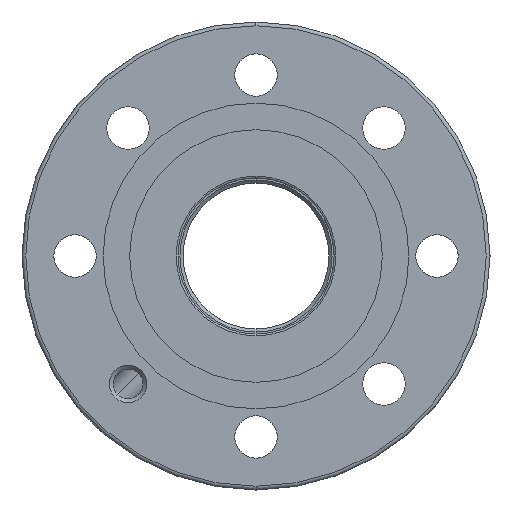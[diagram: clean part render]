
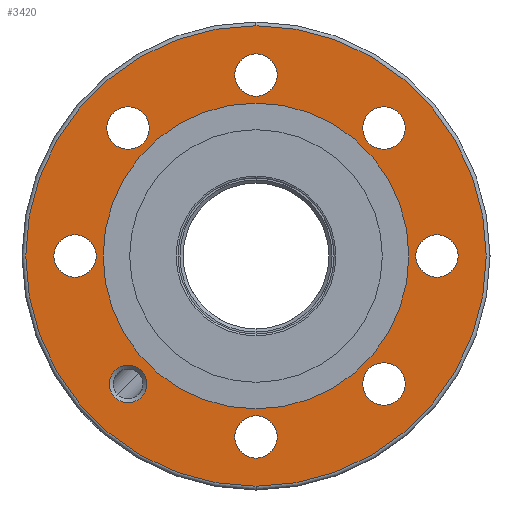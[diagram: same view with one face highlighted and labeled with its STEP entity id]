
A CAD part, left-side view. The second image highlights one B-rep face of the part: STEP entity #3420.
In plain terms, the highlighted face is planar.
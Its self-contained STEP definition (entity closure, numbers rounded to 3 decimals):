
#568=CARTESIAN_POINT('',(56.,0.,0.));
#569=DIRECTION('',(1.,0.,0.));
#570=DIRECTION('',(0.,0.,-1.));
#571=AXIS2_PLACEMENT_3D('',#568,#569,#570);
#573=CARTESIAN_POINT('',(56.,20.506,20.506));
#574=DIRECTION('',(-1.,0.,0.));
#575=DIRECTION('',(0.,0.707,0.707));
#576=AXIS2_PLACEMENT_3D('',#573,#574,#575);
#578=CARTESIAN_POINT('',(56.,20.506,20.506));
#579=DIRECTION('',(-1.,0.,0.));
#580=DIRECTION('',(0.,-0.707,-0.707));
#581=AXIS2_PLACEMENT_3D('',#578,#579,#580);
#583=CARTESIAN_POINT('',(56.,29.,0.));
#584=DIRECTION('',(-1.,0.,0.));
#585=DIRECTION('',(0.,1.,0.));
#586=AXIS2_PLACEMENT_3D('',#583,#584,#585);
#588=CARTESIAN_POINT('',(56.,29.,0.));
#589=DIRECTION('',(-1.,0.,0.));
#590=DIRECTION('',(0.,-1.,0.));
#591=AXIS2_PLACEMENT_3D('',#588,#589,#590);
#593=CARTESIAN_POINT('',(56.,20.506,-20.506));
#594=DIRECTION('',(-1.,0.,0.));
#595=DIRECTION('',(0.,0.707,-0.707));
#596=AXIS2_PLACEMENT_3D('',#593,#594,#595);
#598=CARTESIAN_POINT('',(56.,20.506,-20.506));
#599=DIRECTION('',(-1.,0.,0.));
#600=DIRECTION('',(0.,-0.707,0.707));
#601=AXIS2_PLACEMENT_3D('',#598,#599,#600);
#603=CARTESIAN_POINT('',(56.,0.,-29.));
#604=DIRECTION('',(-1.,0.,0.));
#605=DIRECTION('',(0.,0.,-1.));
#606=AXIS2_PLACEMENT_3D('',#603,#604,#605);
#608=CARTESIAN_POINT('',(56.,0.,-29.));
#609=DIRECTION('',(-1.,0.,0.));
#610=DIRECTION('',(0.,0.,1.));
#611=AXIS2_PLACEMENT_3D('',#608,#609,#610);
#613=CARTESIAN_POINT('',(56.,-20.506,-20.506));
#614=DIRECTION('',(-1.,0.,0.));
#615=DIRECTION('',(0.,-0.707,-0.707));
#616=AXIS2_PLACEMENT_3D('',#613,#614,#615);
#618=CARTESIAN_POINT('',(56.,-20.506,-20.506));
#619=DIRECTION('',(-1.,0.,0.));
#620=DIRECTION('',(0.,0.707,0.707));
#621=AXIS2_PLACEMENT_3D('',#618,#619,#620);
#623=CARTESIAN_POINT('',(56.,-29.,0.));
#624=DIRECTION('',(-1.,0.,0.));
#625=DIRECTION('',(0.,-1.,0.));
#626=AXIS2_PLACEMENT_3D('',#623,#624,#625);
#628=CARTESIAN_POINT('',(56.,-29.,0.));
#629=DIRECTION('',(-1.,0.,0.));
#630=DIRECTION('',(0.,1.,0.));
#631=AXIS2_PLACEMENT_3D('',#628,#629,#630);
#633=CARTESIAN_POINT('',(56.,-20.506,20.506));
#634=DIRECTION('',(-1.,0.,0.));
#635=DIRECTION('',(0.,-0.707,0.707));
#636=AXIS2_PLACEMENT_3D('',#633,#634,#635);
#638=CARTESIAN_POINT('',(56.,-20.506,20.506));
#639=DIRECTION('',(-1.,0.,0.));
#640=DIRECTION('',(0.,0.707,-0.707));
#641=AXIS2_PLACEMENT_3D('',#638,#639,#640);
#643=CARTESIAN_POINT('',(56.,0.,29.));
#644=DIRECTION('',(-1.,0.,0.));
#645=DIRECTION('',(0.,0.,1.));
#646=AXIS2_PLACEMENT_3D('',#643,#644,#645);
#648=CARTESIAN_POINT('',(56.,0.,29.));
#649=DIRECTION('',(-1.,0.,0.));
#650=DIRECTION('',(0.,0.,-1.));
#651=AXIS2_PLACEMENT_3D('',#648,#649,#650);
#653=CARTESIAN_POINT('',(56.,0.,0.));
#654=DIRECTION('',(-1.,0.,0.));
#655=DIRECTION('',(0.,-1.,0.));
#656=AXIS2_PLACEMENT_3D('',#653,#654,#655);
#658=CARTESIAN_POINT('',(56.,0.,0.));
#659=DIRECTION('',(-1.,0.,0.));
#660=DIRECTION('',(0.,1.,0.));
#661=AXIS2_PLACEMENT_3D('',#658,#659,#660);
#683=CARTESIAN_POINT('',(56.,0.,0.));
#684=DIRECTION('',(1.,0.,0.));
#685=DIRECTION('',(0.,0.,1.));
#686=AXIS2_PLACEMENT_3D('',#683,#684,#685);
#2709=CARTESIAN_POINT('',(56.,24.5,0.));
#2710=CARTESIAN_POINT('',(56.,-24.5,0.));
#2711=VERTEX_POINT('',#2709);
#2712=VERTEX_POINT('',#2710);
#2794=CARTESIAN_POINT('',(56.,0.,-36.9));
#2796=VERTEX_POINT('',#2794);
#2797=CARTESIAN_POINT('',(56.,0.,36.9));
#2798=VERTEX_POINT('',#2797);
#2806=CARTESIAN_POINT('',(56.,0.,32.4));
#2807=CARTESIAN_POINT('',(56.,0.,25.6));
#2808=VERTEX_POINT('',#2806);
#2809=VERTEX_POINT('',#2807);
#2810=CARTESIAN_POINT('',(56.,-22.91,22.91));
#2811=CARTESIAN_POINT('',(56.,-18.102,18.102));
#2812=VERTEX_POINT('',#2810);
#2813=VERTEX_POINT('',#2811);
#2814=CARTESIAN_POINT('',(56.,-32.4,0.));
#2815=CARTESIAN_POINT('',(56.,-25.6,0.));
#2816=VERTEX_POINT('',#2814);
#2817=VERTEX_POINT('',#2815);
#2818=CARTESIAN_POINT('',(56.,-22.91,-22.91));
#2819=CARTESIAN_POINT('',(56.,-18.102,-18.102));
#2820=VERTEX_POINT('',#2818);
#2821=VERTEX_POINT('',#2819);
#2822=CARTESIAN_POINT('',(56.,0.,-32.4));
#2823=CARTESIAN_POINT('',(56.,0.,-25.6));
#2824=VERTEX_POINT('',#2822);
#2825=VERTEX_POINT('',#2823);
#2826=CARTESIAN_POINT('',(56.,22.91,-22.91));
#2827=CARTESIAN_POINT('',(56.,18.102,-18.102));
#2828=VERTEX_POINT('',#2826);
#2829=VERTEX_POINT('',#2827);
#2830=CARTESIAN_POINT('',(56.,32.4,0.));
#2831=CARTESIAN_POINT('',(56.,25.6,0.));
#2832=VERTEX_POINT('',#2830);
#2833=VERTEX_POINT('',#2831);
#2846=CARTESIAN_POINT('',(56.,22.627,22.627));
#2848=VERTEX_POINT('',#2846);
#2852=CARTESIAN_POINT('',(56.,18.385,18.385));
#2853=VERTEX_POINT('',#2852);
#3357=CARTESIAN_POINT('',(56.,-30.7,0.));
#3358=DIRECTION('',(1.,0.,0.));
#3359=DIRECTION('',(0.,1.,0.));
#3360=AXIS2_PLACEMENT_3D('',#3357,#3358,#3359);
#3361=PLANE('',#3360);
#3363=ORIENTED_EDGE('',*,*,#3362,.F.);
#3365=ORIENTED_EDGE('',*,*,#3364,.F.);
#3366=EDGE_LOOP('',(#3363,#3365));
#3367=FACE_OUTER_BOUND('',#3366,.F.);
#3369=ORIENTED_EDGE('',*,*,#3368,.F.);
#3371=ORIENTED_EDGE('',*,*,#3370,.F.);
#3372=EDGE_LOOP('',(#3369,#3371));
#3373=FACE_BOUND('',#3372,.F.);
#3375=ORIENTED_EDGE('',*,*,#3374,.F.);
#3377=ORIENTED_EDGE('',*,*,#3376,.F.);
#3378=EDGE_LOOP('',(#3375,#3377));
#3379=FACE_BOUND('',#3378,.F.);
#3381=ORIENTED_EDGE('',*,*,#3380,.F.);
#3383=ORIENTED_EDGE('',*,*,#3382,.F.);
#3384=EDGE_LOOP('',(#3381,#3383));
#3385=FACE_BOUND('',#3384,.F.);
#3387=ORIENTED_EDGE('',*,*,#3386,.F.);
#3389=ORIENTED_EDGE('',*,*,#3388,.F.);
#3390=EDGE_LOOP('',(#3387,#3389));
#3391=FACE_BOUND('',#3390,.F.);
#3393=ORIENTED_EDGE('',*,*,#3392,.F.);
#3395=ORIENTED_EDGE('',*,*,#3394,.F.);
#3396=EDGE_LOOP('',(#3393,#3395));
#3397=FACE_BOUND('',#3396,.F.);
#3399=ORIENTED_EDGE('',*,*,#3398,.F.);
#3401=ORIENTED_EDGE('',*,*,#3400,.F.);
#3402=EDGE_LOOP('',(#3399,#3401));
#3403=FACE_BOUND('',#3402,.F.);
#3405=ORIENTED_EDGE('',*,*,#3404,.F.);
#3407=ORIENTED_EDGE('',*,*,#3406,.F.);
#3408=EDGE_LOOP('',(#3405,#3407));
#3409=FACE_BOUND('',#3408,.F.);
#3411=ORIENTED_EDGE('',*,*,#3410,.F.);
#3413=ORIENTED_EDGE('',*,*,#3412,.F.);
#3414=EDGE_LOOP('',(#3411,#3413));
#3415=FACE_BOUND('',#3414,.F.);
#3416=ORIENTED_EDGE('',*,*,#3351,.F.);
#3417=ORIENTED_EDGE('',*,*,#3337,.F.);
#3418=EDGE_LOOP('',(#3416,#3417));
#3419=FACE_BOUND('',#3418,.F.);
#572=CIRCLE('',#571,36.9);
#577=CIRCLE('',#576,3.);
#582=CIRCLE('',#581,3.);
#587=CIRCLE('',#586,3.4);
#592=CIRCLE('',#591,3.4);
#597=CIRCLE('',#596,3.4);
#602=CIRCLE('',#601,3.4);
#607=CIRCLE('',#606,3.4);
#612=CIRCLE('',#611,3.4);
#617=CIRCLE('',#616,3.4);
#622=CIRCLE('',#621,3.4);
#627=CIRCLE('',#626,3.4);
#632=CIRCLE('',#631,3.4);
#637=CIRCLE('',#636,3.4);
#642=CIRCLE('',#641,3.4);
#647=CIRCLE('',#646,3.4);
#652=CIRCLE('',#651,3.4);
#657=CIRCLE('',#656,24.5);
#662=CIRCLE('',#661,24.5);
#687=CIRCLE('',#686,36.9);
#3337=EDGE_CURVE('',#2711,#2712,#662,.T.);
#3351=EDGE_CURVE('',#2712,#2711,#657,.T.);
#3362=EDGE_CURVE('',#2798,#2796,#687,.T.);
#3364=EDGE_CURVE('',#2796,#2798,#572,.T.);
#3368=EDGE_CURVE('',#2848,#2853,#577,.T.);
#3370=EDGE_CURVE('',#2853,#2848,#582,.T.);
#3374=EDGE_CURVE('',#2832,#2833,#587,.T.);
#3376=EDGE_CURVE('',#2833,#2832,#592,.T.);
#3380=EDGE_CURVE('',#2828,#2829,#597,.T.);
#3382=EDGE_CURVE('',#2829,#2828,#602,.T.);
#3386=EDGE_CURVE('',#2824,#2825,#607,.T.);
#3388=EDGE_CURVE('',#2825,#2824,#612,.T.);
#3392=EDGE_CURVE('',#2820,#2821,#617,.T.);
#3394=EDGE_CURVE('',#2821,#2820,#622,.T.);
#3398=EDGE_CURVE('',#2816,#2817,#627,.T.);
#3400=EDGE_CURVE('',#2817,#2816,#632,.T.);
#3404=EDGE_CURVE('',#2812,#2813,#637,.T.);
#3406=EDGE_CURVE('',#2813,#2812,#642,.T.);
#3410=EDGE_CURVE('',#2808,#2809,#647,.T.);
#3412=EDGE_CURVE('',#2809,#2808,#652,.T.);
#3420=ADVANCED_FACE('',(#3367,#3373,#3379,#3385,#3391,#3397,#3403,#3409,#3415,
#3419),#3361,.T.);
